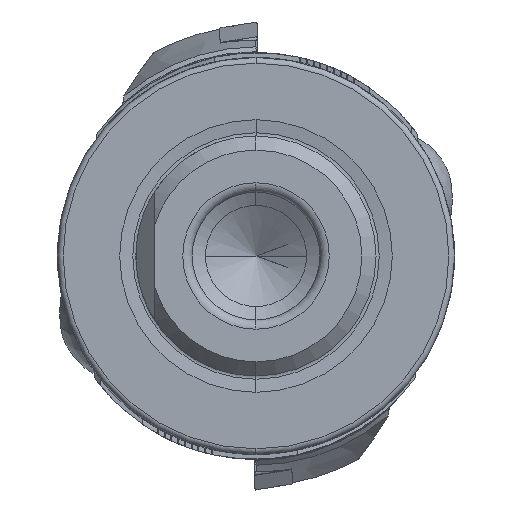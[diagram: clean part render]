
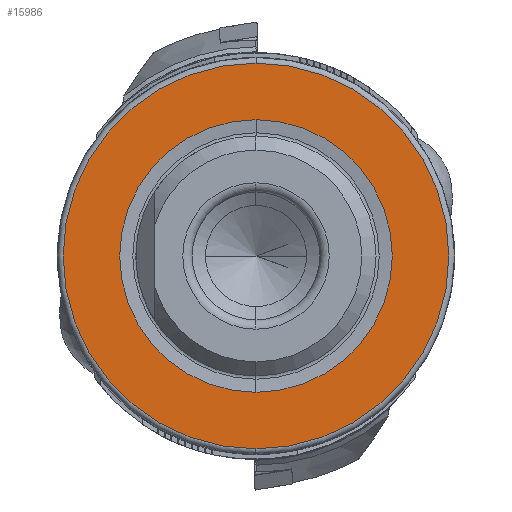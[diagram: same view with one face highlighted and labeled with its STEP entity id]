
A CAD part, left-side view. The second image highlights one B-rep face of the part: STEP entity #15986.
In plain terms, the highlighted planar face has unit normal (-1, 0, 0).
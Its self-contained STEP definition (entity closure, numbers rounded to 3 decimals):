
#69 = CARTESIAN_POINT ( 'NONE',  ( 55.9, 0., 20.4 ) ) ;
#689 = CARTESIAN_POINT ( 'NONE',  ( 55.9, 20.4, 0. ) ) ;
#774 = CIRCLE ( 'NONE', #3519, 20.4 ) ;
#1897 = EDGE_CURVE ( 'NONE', #13050, #15002, #12181, .T. ) ;
#2067 = FACE_OUTER_BOUND ( 'NONE', #12600, .T. ) ;
#2257 = ORIENTED_EDGE ( 'NONE', *, *, #1897, .F. ) ;
#2309 = DIRECTION ( 'NONE',  ( 0., 0., 1. ) ) ;
#2340 = EDGE_CURVE ( 'NONE', #12653, #10018, #4567, .T. ) ;
#3125 = DIRECTION ( 'NONE',  ( 0., 0., 1. ) ) ;
#3519 = AXIS2_PLACEMENT_3D ( 'NONE', #12862, #6302, #6640 ) ;
#3520 = AXIS2_PLACEMENT_3D ( 'NONE', #8743, #9687, #3125 ) ;
#3933 = ORIENTED_EDGE ( 'NONE', *, *, #11027, .T. ) ;
#4071 = AXIS2_PLACEMENT_3D ( 'NONE', #689, #8651, #11046 ) ;
#4359 = CIRCLE ( 'NONE', #3520, 14.415 ) ;
#4540 = EDGE_LOOP ( 'NONE', ( #2257, #12280 ) ) ;
#4567 = CIRCLE ( 'NONE', #11458, 20.4 ) ;
#5062 = CARTESIAN_POINT ( 'NONE',  ( 55.9, 0., 0. ) ) ;
#5246 = CARTESIAN_POINT ( 'NONE',  ( 55.9, 0., -20.4 ) ) ;
#5464 = ORIENTED_EDGE ( 'NONE', *, *, #2340, .T. ) ;
#5766 = CARTESIAN_POINT ( 'NONE',  ( 55.9, 0., -14.415 ) ) ;
#5779 = FACE_BOUND ( 'NONE', #4540, .T. ) ;
#6302 = DIRECTION ( 'NONE',  ( -1., 0., 0. ) ) ;
#6348 = EDGE_CURVE ( 'NONE', #15002, #13050, #4359, .T. ) ;
#6588 = DIRECTION ( 'NONE',  ( 0., 0., 1. ) ) ;
#6640 = DIRECTION ( 'NONE',  ( 0., 0., 1. ) ) ;
#6852 = CARTESIAN_POINT ( 'NONE',  ( 55.9, 0., 14.415 ) ) ;
#8651 = DIRECTION ( 'NONE',  ( 1., 0., 0. ) ) ;
#8743 = CARTESIAN_POINT ( 'NONE',  ( 55.9, 0., 0. ) ) ;
#9687 = DIRECTION ( 'NONE',  ( -1., 0., 0. ) ) ;
#10018 = VERTEX_POINT ( 'NONE', #5246 ) ;
#10631 = DIRECTION ( 'NONE',  ( -1., 0., 0. ) ) ;
#11027 = EDGE_CURVE ( 'NONE', #10018, #12653, #774, .T. ) ;
#11046 = DIRECTION ( 'NONE',  ( 0., 0., -1. ) ) ;
#11458 = AXIS2_PLACEMENT_3D ( 'NONE', #11676, #10631, #6588 ) ;
#11676 = CARTESIAN_POINT ( 'NONE',  ( 55.9, 0., 0. ) ) ;
#12181 = CIRCLE ( 'NONE', #13838, 14.415 ) ;
#12280 = ORIENTED_EDGE ( 'NONE', *, *, #6348, .F. ) ;
#12515 = PLANE ( 'NONE',  #4071 ) ;
#12600 = EDGE_LOOP ( 'NONE', ( #5464, #3933 ) ) ;
#12653 = VERTEX_POINT ( 'NONE', #69 ) ;
#12862 = CARTESIAN_POINT ( 'NONE',  ( 55.9, 0., 0. ) ) ;
#13050 = VERTEX_POINT ( 'NONE', #6852 ) ;
#13838 = AXIS2_PLACEMENT_3D ( 'NONE', #5062, #16809, #2309 ) ;
#15002 = VERTEX_POINT ( 'NONE', #5766 ) ;
#15986 = ADVANCED_FACE ( 'NONE', ( #5779, #2067 ), #12515, .F. ) ;
#16809 = DIRECTION ( 'NONE',  ( -1., 0., 0. ) ) ;
